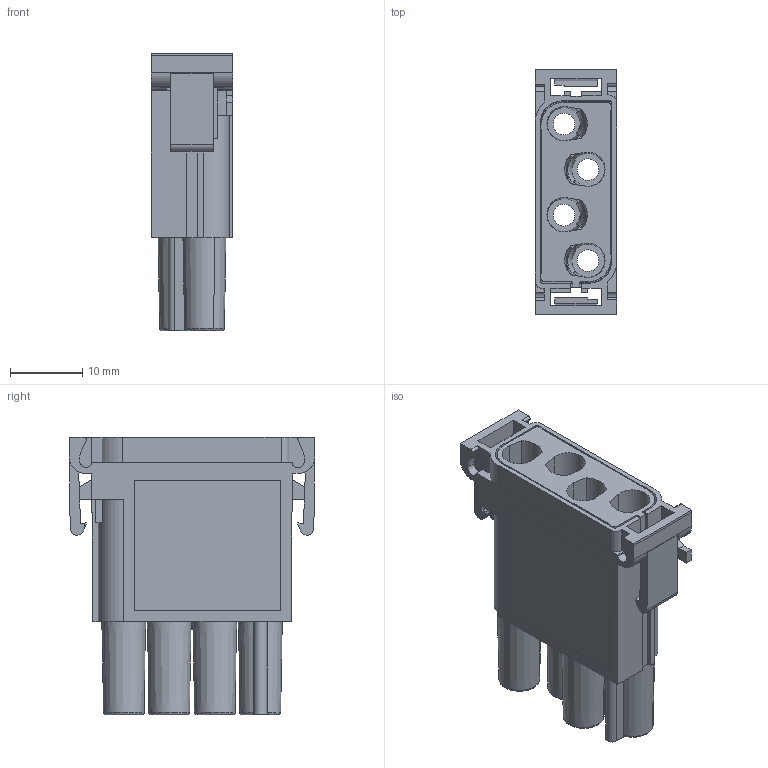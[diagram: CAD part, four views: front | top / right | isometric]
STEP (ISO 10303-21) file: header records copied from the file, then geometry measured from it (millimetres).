
FILE_DESCRIPTION(('CATIA V5 STEP Exchange','CAx-IF Rec.Pracs.--- Model Styling and Organization---1.2---2011-12-15'),'2;1');
FILE_NAME ('024077-3_1_1861900000_1861900000.stp','2018-08-28T15:45:24+00:00',('none'),('Weidmueller'),'CATIA Version 5-6 Release 2014','CATIA V5 STEP AP214','none');
FILE_SCHEMA(('AUTOMOTIVE_DESIGN { 1 0 10303 214 1 1 1 1 }'));
Length unit declared in the file: millimetre
Products named in the file (1): 1861900000
Bounding box: 11.35 x 34 x 38.4 mm (x, y, z)
Volume: 4474 mm3; surface area: 11029.6 mm2
Topology: 15 solids, 15 shells, 484 faces, 1349 edges, 891 vertices
Faces by surface type: plane 280, cylinder 130, cone 49, torus 25
Entity records: 14704 total; most frequent: CARTESIAN_POINT 2705, ORIENTED_EDGE 2698, DIRECTION 2062, EDGE_CURVE 1349, VECTOR 909, LINE 909, VERTEX_POINT 891, AXIS2_PLACEMENT_3D 787
